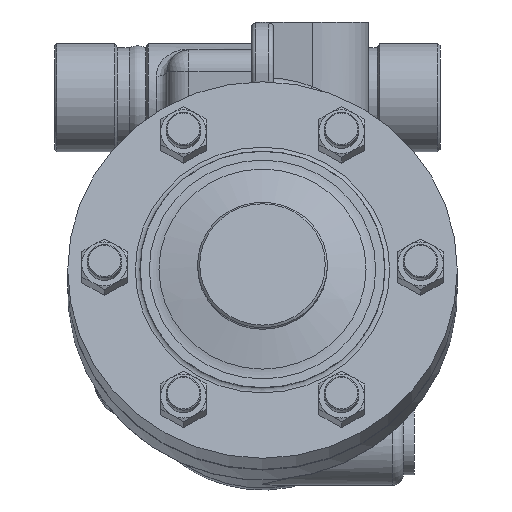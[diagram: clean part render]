
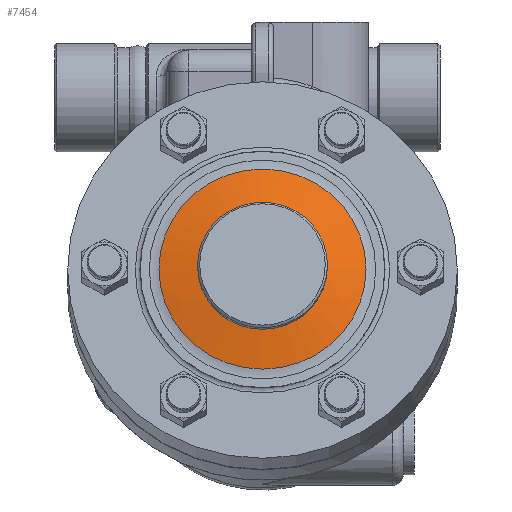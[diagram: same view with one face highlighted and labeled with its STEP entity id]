
A CAD part, left-side view. The second image highlights one B-rep face of the part: STEP entity #7454.
In plain terms, the highlighted spherical face has radius 160 mm.
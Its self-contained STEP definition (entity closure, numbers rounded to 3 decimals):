
#7403=CARTESIAN_POINT('',(-9.535,0.,52.065));
#7404=VERTEX_POINT('',#7403);
#7405=CARTESIAN_POINT('',(-21.913,0.0,5.871));
#7406=DIRECTION('',(0.966,0.0,-0.259));
#7407=DIRECTION('',(-0.259,0.,-0.966));
#7408=AXIS2_PLACEMENT_3D('',#7405,#7406,#7407);
#7409=CIRCLE('',#7408,47.823);
#7410=EDGE_CURVE('',#7404,#7404,#7409,.T.);
#7435=CARTESIAN_POINT('',(125.57,0.0,-33.646));
#7436=DIRECTION('',(0.0,0.0,1.0));
#7437=DIRECTION('',(1.0,0.0,0.0));
#7438=AXIS2_PLACEMENT_3D('',#7435,#7436,#7437);
#7439=SPHERICAL_SURFACE('',#7438,160.0);
#7440=CARTESIAN_POINT('',(-18.472,0.0,36.008));
#7441=VERTEX_POINT('',#7440);
#7442=CARTESIAN_POINT('',(-26.237,0.0,7.03));
#7443=DIRECTION('',(-0.966,0.0,0.259));
#7444=DIRECTION('',(0.259,0.0,0.966));
#7445=AXIS2_PLACEMENT_3D('',#7442,#7443,#7444);
#7446=CIRCLE('',#7445,30.);
#7447=EDGE_CURVE('',#7441,#7441,#7446,.T.);
#7448=ORIENTED_EDGE('',*,*,#7447,.F.);
#7449=EDGE_LOOP('',(#7448));
#7450=FACE_OUTER_BOUND('',#7449,.T.);
#7451=ORIENTED_EDGE('',*,*,#7410,.F.);
#7452=EDGE_LOOP('',(#7451));
#7453=FACE_BOUND('',#7452,.T.);
#7454=ADVANCED_FACE('',(#7450,#7453),#7439,.T.);
